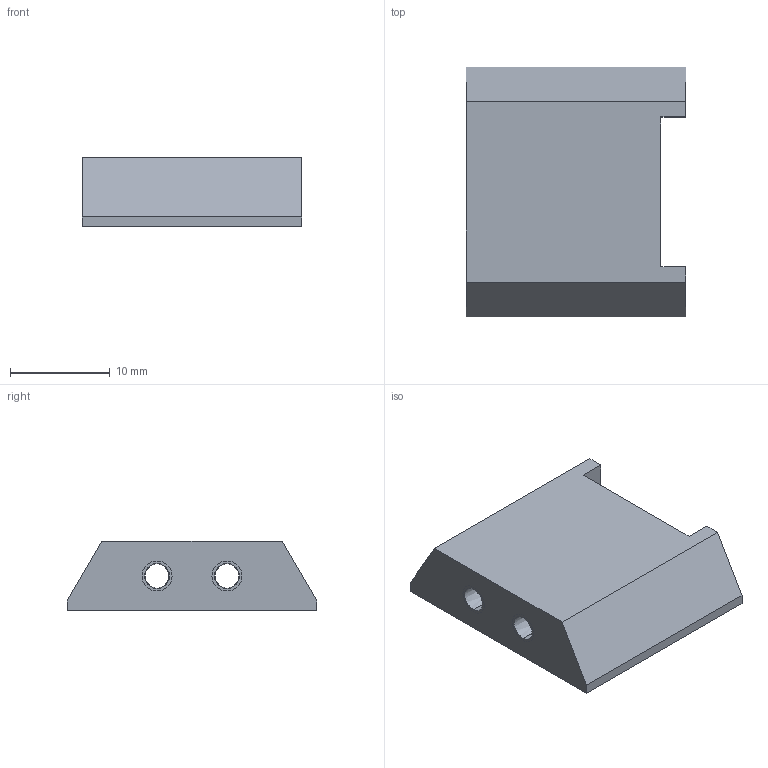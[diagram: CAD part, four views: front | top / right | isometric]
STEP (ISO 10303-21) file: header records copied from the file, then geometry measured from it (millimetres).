
FILE_DESCRIPTION((''),'2;1');
FILE_NAME('100150_SUPPORT-ACCUS','2021-03-31T',('laurent'),(''),'PRO/ENGINEER BY PARAMETRIC TECHNOLOGY CORPORATION, 2004090','PRO/ENGINEER BY PARAMETRIC TECHNOLOGY CORPORATION, 2004090','');
FILE_SCHEMA(('CONFIG_CONTROL_DESIGN','SHAPE_APPEARANCE_LAYERS_GROUPS'));
Length unit declared in the file: millimetre
Products named in the file (1): 100150_SUPPORT-ACCUS
Bounding box: 22 x 25 x 7 mm (x, y, z)
Volume: 2922.8 mm3; surface area: 2212.3 mm2
Topology: 1 solids, 3 shells, 22 faces, 60 edges, 40 vertices
Faces by surface type: bspline 22
Entity records: 1133 total; most frequent: CARTESIAN_POINT 381, COLOUR_RGB 194, ORIENTED_EDGE 112, DIRECTION 78, EDGE_CURVE 60, VECTOR 44, LINE 44, VERTEX_POINT 40
